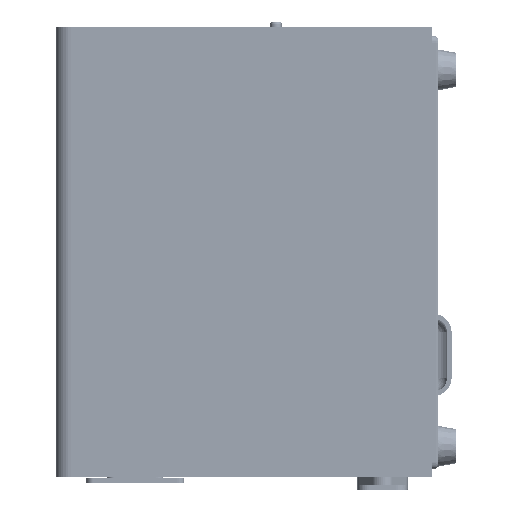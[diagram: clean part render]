
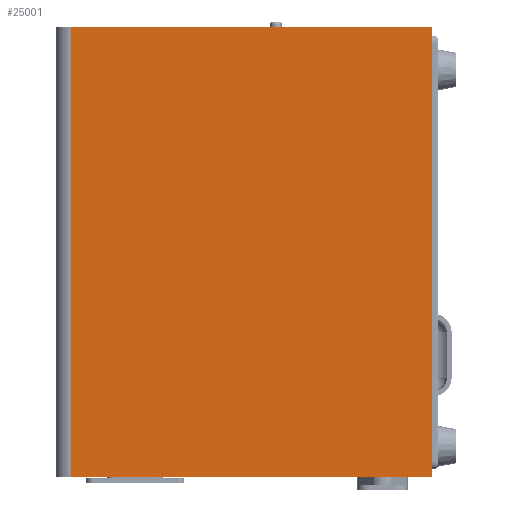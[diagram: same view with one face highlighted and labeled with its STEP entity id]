
A CAD part, left-side view. The second image highlights one B-rep face of the part: STEP entity #25001.
In plain terms, the highlighted planar face has unit normal (-1, 0, 0).
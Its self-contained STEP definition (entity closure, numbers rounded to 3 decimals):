
#176 = AXIS2_PLACEMENT_3D ( 'NONE', #17379, #20493, #56512 ) ;
#1861 = PLANE ( 'NONE',  #176 ) ;
#4395 = CARTESIAN_POINT ( 'NONE',  ( 9.725, 123.012, -29.248 ) ) ;
#6852 = CARTESIAN_POINT ( 'NONE',  ( 9.725, -35.488, -29.248 ) ) ;
#7870 = ORIENTED_EDGE ( 'NONE', *, *, #30849, .F. ) ;
#10971 = EDGE_LOOP ( 'NONE', ( #7870, #21670, #57759, #41017 ) ) ;
#13047 = CARTESIAN_POINT ( 'NONE',  ( 9.725, 123.012, -29.248 ) ) ;
#13316 = DIRECTION ( 'NONE',  ( 0., -1., 0. ) ) ;
#16434 = DIRECTION ( 'NONE',  ( 0., 0., -1. ) ) ;
#17332 = VECTOR ( 'NONE', #16434, 1000. ) ;
#17379 = CARTESIAN_POINT ( 'NONE',  ( 9.725, -36.688, -17.748 ) ) ;
#18804 = VECTOR ( 'NONE', #13316, 1000. ) ;
#20493 = DIRECTION ( 'NONE',  ( -1., 0., 0. ) ) ;
#20665 = EDGE_CURVE ( 'NONE', #55489, #42929, #52032, .T. ) ;
#21670 = ORIENTED_EDGE ( 'NONE', *, *, #54950, .T. ) ;
#21882 = VECTOR ( 'NONE', #41555, 1000. ) ;
#25001 = ADVANCED_FACE ( 'NONE', ( #45169 ), #1861, .T. ) ;
#28775 = LINE ( 'NONE', #55567, #17332 ) ;
#30849 = EDGE_CURVE ( 'NONE', #58876, #50938, #60714, .T. ) ;
#32258 = LINE ( 'NONE', #4395, #21882 ) ;
#32510 = DIRECTION ( 'NONE',  ( 0., 1., 0. ) ) ;
#34892 = CARTESIAN_POINT ( 'NONE',  ( 9.725, -35.488, 168.252 ) ) ;
#41017 = ORIENTED_EDGE ( 'NONE', *, *, #45836, .F. ) ;
#41110 = CARTESIAN_POINT ( 'NONE',  ( 9.725, -36.688, 168.252 ) ) ;
#41555 = DIRECTION ( 'NONE',  ( 0., 0., -1. ) ) ;
#42929 = VERTEX_POINT ( 'NONE', #13047 ) ;
#43195 = VECTOR ( 'NONE', #32510, 1000. ) ;
#45169 = FACE_OUTER_BOUND ( 'NONE', #10971, .T. ) ;
#45836 = EDGE_CURVE ( 'NONE', #50938, #55489, #28775, .T. ) ;
#50938 = VERTEX_POINT ( 'NONE', #34892 ) ;
#52032 = LINE ( 'NONE', #62422, #43195 ) ;
#54950 = EDGE_CURVE ( 'NONE', #58876, #42929, #32258, .T. ) ;
#55489 = VERTEX_POINT ( 'NONE', #6852 ) ;
#55536 = CARTESIAN_POINT ( 'NONE',  ( 9.725, 123.012, 168.252 ) ) ;
#55567 = CARTESIAN_POINT ( 'NONE',  ( 9.725, -35.488, -17.748 ) ) ;
#56512 = DIRECTION ( 'NONE',  ( 0., 0., -1. ) ) ;
#57759 = ORIENTED_EDGE ( 'NONE', *, *, #20665, .F. ) ;
#58876 = VERTEX_POINT ( 'NONE', #55536 ) ;
#60714 = LINE ( 'NONE', #41110, #18804 ) ;
#62422 = CARTESIAN_POINT ( 'NONE',  ( 9.725, 129.512, -29.248 ) ) ;
